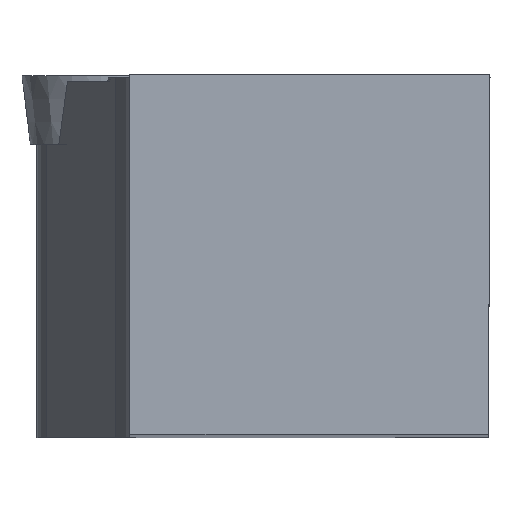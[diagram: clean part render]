
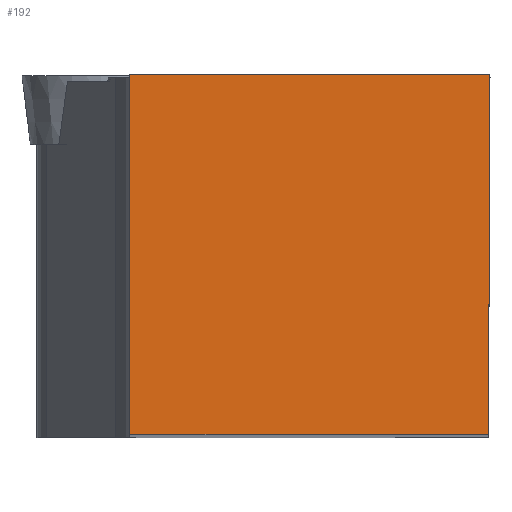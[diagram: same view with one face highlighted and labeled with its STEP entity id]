
A CAD part, top view. The second image highlights one B-rep face of the part: STEP entity #192.
In plain terms, the highlighted planar face has unit normal (0, 0, 1).
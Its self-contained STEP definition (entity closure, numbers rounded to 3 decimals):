
#87=FACE_OUTER_BOUND('',#265,.T.);
#99=LINE('',#769,#127);
#117=LINE('',#824,#145);
#119=LINE('',#834,#147);
#120=LINE('',#835,#148);
#127=VECTOR('',#638,1.);
#145=VECTOR('',#676,1.);
#147=VECTOR('',#688,1.);
#148=VECTOR('',#689,1.);
#192=ADVANCED_FACE('BLANK_BOXF006',(#87),#211,.F.);
#211=PLANE('',#574);
#265=EDGE_LOOP('',(#337,#338,#339,#340));
#337=ORIENTED_EDGE('',*,*,#453,.F.);
#338=ORIENTED_EDGE('',*,*,#448,.F.);
#339=ORIENTED_EDGE('',*,*,#454,.F.);
#340=ORIENTED_EDGE('',*,*,#423,.F.);
#387=VERTEX_POINT('',#768);
#388=VERTEX_POINT('',#770);
#406=VERTEX_POINT('',#823);
#407=VERTEX_POINT('',#825);
#423=EDGE_CURVE('',#387,#388,#99,.T.);
#448=EDGE_CURVE('',#406,#407,#117,.T.);
#453=EDGE_CURVE('',#407,#387,#119,.T.);
#454=EDGE_CURVE('',#388,#406,#120,.T.);
#574=AXIS2_PLACEMENT_3D('',#836,#690,#691);
#638=DIRECTION('',(1.,0.,0.));
#676=DIRECTION('',(-1.,0.,0.));
#688=DIRECTION('',(0.,1.,0.));
#689=DIRECTION('',(-0.004,-1.,0.));
#690=DIRECTION('',(0.,0.,-1.));
#691=DIRECTION('',(-1.,0.,0.));
#768=CARTESIAN_POINT('',(-24.875,24.875,0.));
#769=CARTESIAN_POINT('',(-163.35,24.875,0.));
#770=CARTESIAN_POINT('',(0.,24.875,0.));
#823=CARTESIAN_POINT('',(-0.109,0.,0.));
#824=CARTESIAN_POINT('',(163.35,0.,0.));
#825=CARTESIAN_POINT('',(-24.875,0.,0.));
#834=CARTESIAN_POINT('',(-24.875,-163.35,0.));
#835=CARTESIAN_POINT('',(0.604,163.348,0.));
#836=CARTESIAN_POINT('',(-44.35,-5.,0.));
